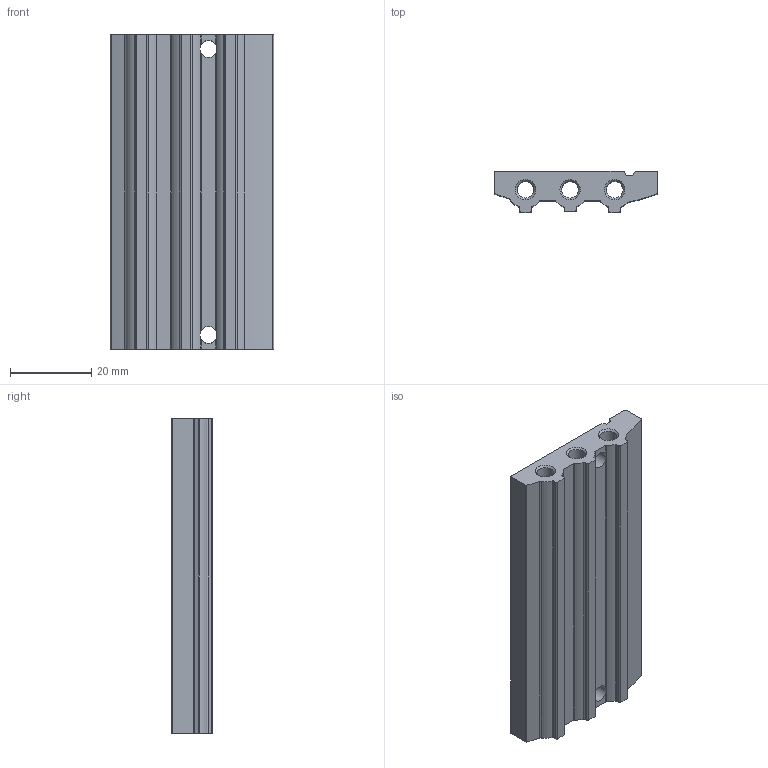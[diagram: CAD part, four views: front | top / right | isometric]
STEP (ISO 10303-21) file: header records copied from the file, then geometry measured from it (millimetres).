
FILE_DESCRIPTION(/* description */ ('STEP AP214'),/* implementation_level */ '2;1');
FILE_NAME(/* name */ '566526_VABM-L1-10AS-M5-6',/* time_stamp */ '2024-09-16T00:34:29+02:00',/* author */ ('License CC BY-ND 4.0'),/* organization */ ('CADENAS'),/* preprocessor_version */ 'ST-DEVELOPER v19.3',/* originating_system */ 'PARTsolutions',/* authorisation */ ' ');
FILE_SCHEMA (('AUTOMOTIVE_DESIGN {1 0 10303 214 3 1 1}'));
Length unit declared in the file: millimetre
Products named in the file (2): 566526 VABM-L1-10AS-M5-6; 566526 VABM-L1-10AS-M5-6---(L1-P)
Assembly tree (1 placements, depth 2):
  566526 VABM-L1-10AS-M5-6
    566526 VABM-L1-10AS-M5-6---(L1-P)
Bounding box: 40.3 x 10 x 77.5 mm (x, y, z)
Volume: 20028.5 mm3; surface area: 12532.3 mm2
Topology: 1 solids, 1 shells, 215 faces, 633 edges, 412 vertices
Faces by surface type: cylinder 91, plane 82, cone 42
Full cylindrical faces by diameter (mm): 1.567 x12, 4 x18, 4.134 x6, 4.2 x5
Entity records: 6665 total; most frequent: CARTESIAN_POINT 1433, DIRECTION 1062, ORIENTED_EDGE 964, EDGE_CURVE 482, AXIS2_PLACEMENT_3D 405, VERTEX_POINT 374, FACE_BOUND 366, EDGE_LOOP 342
